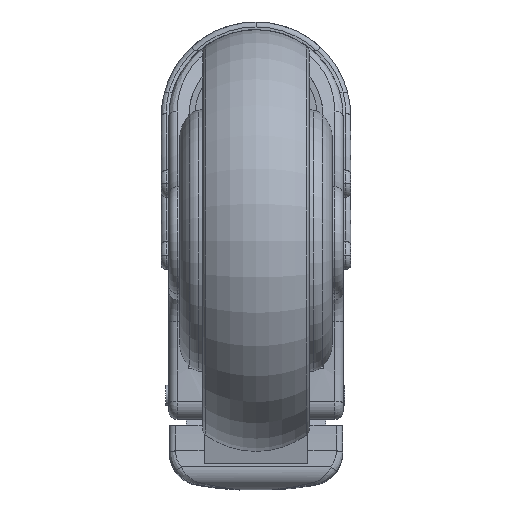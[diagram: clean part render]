
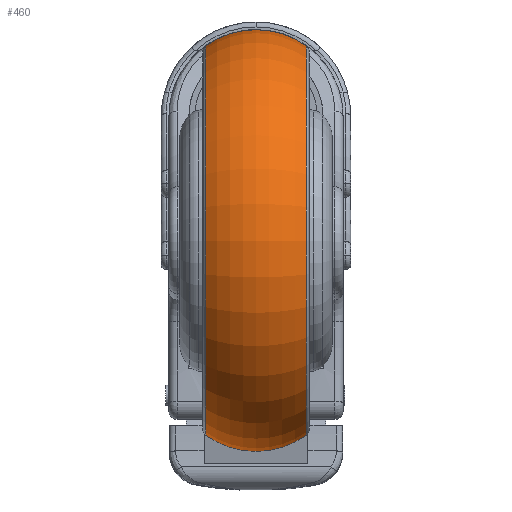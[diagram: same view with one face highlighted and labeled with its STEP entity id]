
A CAD part, front view. The second image highlights one B-rep face of the part: STEP entity #460.
In plain terms, the highlighted toroidal (fillet/blend) face has major radius 37.6 mm and minor radius 25.9 mm.
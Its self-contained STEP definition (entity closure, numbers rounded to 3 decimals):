
#460 = ADVANCED_FACE ( 'NONE', ( #22657 ), #7534, .T. ) ;
#555 = DIRECTION ( 'NONE',  ( 1., 0., 0. ) ) ;
#885 = EDGE_LOOP ( 'NONE', ( #9267, #2768, #20021, #23646 ) ) ;
#2339 = DIRECTION ( 'NONE',  ( 1., 0., 0. ) ) ;
#2768 = ORIENTED_EDGE ( 'NONE', *, *, #17777, .T. ) ;
#3038 = DIRECTION ( 'NONE',  ( 0., 0., -1. ) ) ;
#3087 = EDGE_CURVE ( 'NONE', #14327, #8299, #4476, .T. ) ;
#3690 = CARTESIAN_POINT ( 'NONE',  ( 15.172, 0., 0. ) ) ;
#4176 = AXIS2_PLACEMENT_3D ( 'NONE', #18846, #555, #8692 ) ;
#4476 = CIRCLE ( 'NONE', #19432, 25.9 ) ;
#5758 = DIRECTION ( 'NONE',  ( 0., 0., 1. ) ) ;
#6016 = AXIS2_PLACEMENT_3D ( 'NONE', #24604, #6257, #14410 ) ;
#6257 = DIRECTION ( 'NONE',  ( 0., -1., 0. ) ) ;
#7137 = VERTEX_POINT ( 'NONE', #11093 ) ;
#7534 = TOROIDAL_SURFACE ( 'NONE', #13086, 37.6, 25.9 ) ;
#7839 = CARTESIAN_POINT ( 'NONE',  ( -15.172, 0., 58.591 ) ) ;
#8299 = VERTEX_POINT ( 'NONE', #11606 ) ;
#8350 = CARTESIAN_POINT ( 'NONE',  ( 0., 0., 37.6 ) ) ;
#8692 = DIRECTION ( 'NONE',  ( 0., 0., -1. ) ) ;
#8814 = EDGE_CURVE ( 'NONE', #8299, #10271, #21654, .T. ) ;
#9267 = ORIENTED_EDGE ( 'NONE', *, *, #3087, .F. ) ;
#10092 = AXIS2_PLACEMENT_3D ( 'NONE', #3690, #11832, #20000 ) ;
#10271 = VERTEX_POINT ( 'NONE', #20266 ) ;
#11093 = CARTESIAN_POINT ( 'NONE',  ( -15.172, 0., -58.591 ) ) ;
#11606 = CARTESIAN_POINT ( 'NONE',  ( 15.172, 0., 58.591 ) ) ;
#11832 = DIRECTION ( 'NONE',  ( 1., 0., 0. ) ) ;
#13086 = AXIS2_PLACEMENT_3D ( 'NONE', #20650, #2339, #3038 ) ;
#14327 = VERTEX_POINT ( 'NONE', #7839 ) ;
#14410 = DIRECTION ( 'NONE',  ( 0., 0., -1. ) ) ;
#15710 = CIRCLE ( 'NONE', #4176, 58.591 ) ;
#17551 = CIRCLE ( 'NONE', #6016, 25.9 ) ;
#17777 = EDGE_CURVE ( 'NONE', #14327, #7137, #15710, .T. ) ;
#18846 = CARTESIAN_POINT ( 'NONE',  ( -15.172, 0., 0. ) ) ;
#19432 = AXIS2_PLACEMENT_3D ( 'NONE', #8350, #24101, #5758 ) ;
#20000 = DIRECTION ( 'NONE',  ( 0., 0., -1. ) ) ;
#20021 = ORIENTED_EDGE ( 'NONE', *, *, #25906, .T. ) ;
#20266 = CARTESIAN_POINT ( 'NONE',  ( 15.172, 0., -58.591 ) ) ;
#20650 = CARTESIAN_POINT ( 'NONE',  ( 0., 0., 0. ) ) ;
#21654 = CIRCLE ( 'NONE', #10092, 58.591 ) ;
#22657 = FACE_OUTER_BOUND ( 'NONE', #885, .T. ) ;
#23646 = ORIENTED_EDGE ( 'NONE', *, *, #8814, .F. ) ;
#24101 = DIRECTION ( 'NONE',  ( 0., 1., 0. ) ) ;
#24604 = CARTESIAN_POINT ( 'NONE',  ( 0., 0., -37.6 ) ) ;
#25906 = EDGE_CURVE ( 'NONE', #7137, #10271, #17551, .T. ) ;
